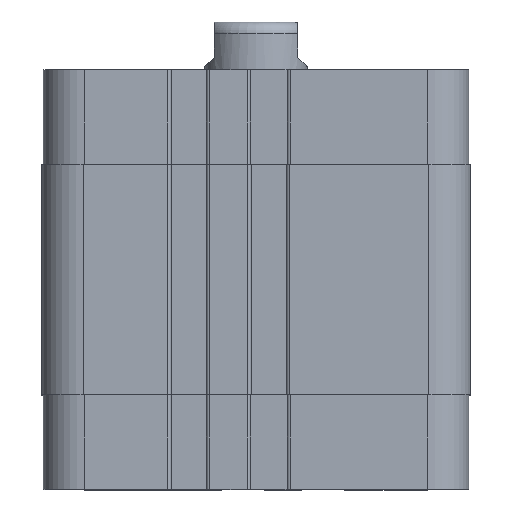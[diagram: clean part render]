
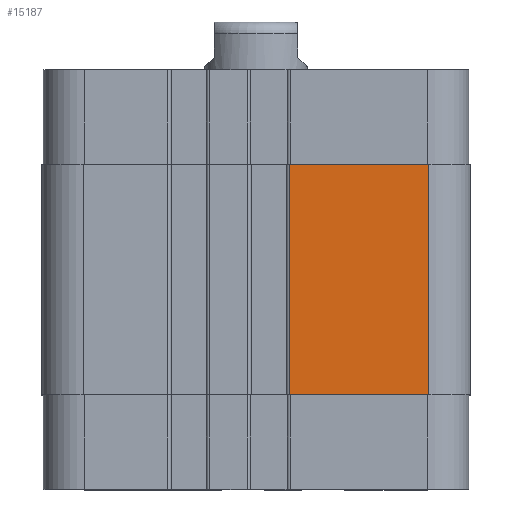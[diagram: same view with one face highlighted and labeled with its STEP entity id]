
A CAD part, top view. The second image highlights one B-rep face of the part: STEP entity #15187.
In plain terms, the highlighted planar face has unit normal (0, 0, 1).
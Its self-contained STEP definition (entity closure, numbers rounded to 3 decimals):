
#8338=CARTESIAN_POINT('',(5.25,18.0,33.5));
#8339=VERTEX_POINT('',#8338);
#8347=CARTESIAN_POINT('',(27.,18.0,33.5));
#8348=VERTEX_POINT('',#8347);
#8349=CARTESIAN_POINT('',(27.,18.0,33.5));
#8350=DIRECTION('',(-1.0,0.0,0.0));
#8351=VECTOR('',#8350,21.75);
#8352=LINE('',#8349,#8351);
#8353=EDGE_CURVE('',#8348,#8339,#8352,.T.);
#12173=CARTESIAN_POINT('',(27.,-18.0,33.5));
#12174=VERTEX_POINT('',#12173);
#12182=CARTESIAN_POINT('',(5.25,-18.0,33.5));
#12183=VERTEX_POINT('',#12182);
#12184=CARTESIAN_POINT('',(5.25,-18.0,33.5));
#12185=DIRECTION('',(1.0,0.0,0.0));
#12186=VECTOR('',#12185,21.75);
#12187=LINE('',#12184,#12186);
#12188=EDGE_CURVE('',#12183,#12174,#12187,.T.);
#15160=CARTESIAN_POINT('',(27.,18.0,33.5));
#15161=DIRECTION('',(0.0,-1.0,0.0));
#15162=VECTOR('',#15161,36.0);
#15163=LINE('',#15160,#15162);
#15164=EDGE_CURVE('',#8348,#12174,#15163,.T.);
#15171=CARTESIAN_POINT('',(27.,0.0,33.5));
#15172=DIRECTION('',(0.0,0.0,1.0));
#15173=DIRECTION('',(1.0,0.0,0.0));
#15174=AXIS2_PLACEMENT_3D('',#15171,#15172,#15173);
#15175=PLANE('',#15174);
#15176=ORIENTED_EDGE('',*,*,#8353,.T.);
#15177=CARTESIAN_POINT('',(5.25,18.0,33.5));
#15178=DIRECTION('',(0.0,-1.0,0.0));
#15179=VECTOR('',#15178,36.0);
#15180=LINE('',#15177,#15179);
#15181=EDGE_CURVE('',#8339,#12183,#15180,.T.);
#15182=ORIENTED_EDGE('',*,*,#15181,.T.);
#15183=ORIENTED_EDGE('',*,*,#12188,.T.);
#15184=ORIENTED_EDGE('',*,*,#15164,.F.);
#15185=EDGE_LOOP('',(#15176,#15182,#15183,#15184));
#15186=FACE_OUTER_BOUND('',#15185,.T.);
#15187=ADVANCED_FACE('',(#15186),#15175,.T.);
